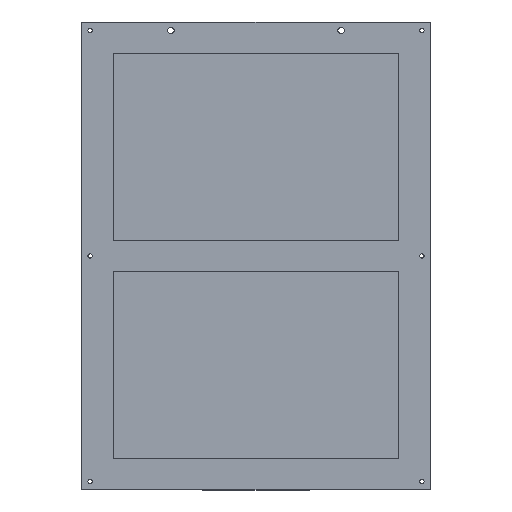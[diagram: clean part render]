
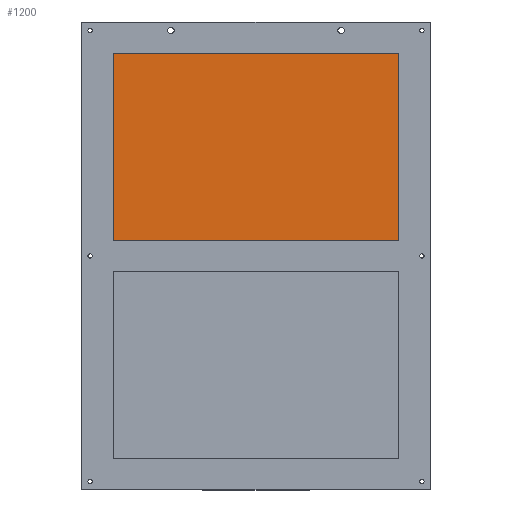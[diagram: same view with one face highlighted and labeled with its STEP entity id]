
A CAD part, top view. The second image highlights one B-rep face of the part: STEP entity #1200.
In plain terms, the highlighted planar face has unit normal (0, 0, 1).
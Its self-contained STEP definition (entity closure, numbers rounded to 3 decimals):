
#82 = LINE ( 'NONE', #837, #529 ) ;
#89 = EDGE_CURVE ( 'NONE', #530, #212, #497, .T. ) ;
#93 = DIRECTION ( 'NONE',  ( -1., 0., 0. ) ) ;
#152 = ORIENTED_EDGE ( 'NONE', *, *, #89, .F. ) ;
#172 = DIRECTION ( 'NONE',  ( 0., -1., 0. ) ) ;
#189 = PLANE ( 'NONE',  #808 ) ;
#209 = LINE ( 'NONE', #852, #690 ) ;
#212 = VERTEX_POINT ( 'NONE', #1089 ) ;
#221 = DIRECTION ( 'NONE',  ( 1., 0., 0. ) ) ;
#267 = EDGE_CURVE ( 'NONE', #1016, #489, #82, .T. ) ;
#384 = EDGE_CURVE ( 'NONE', #212, #1016, #209, .T. ) ;
#424 = EDGE_LOOP ( 'NONE', ( #1119, #152, #915, #741 ) ) ;
#458 = CARTESIAN_POINT ( 'NONE',  ( 345., 27.5, 0. ) ) ;
#479 = CARTESIAN_POINT ( 'NONE',  ( -345., 27.5, 0. ) ) ;
#489 = VERTEX_POINT ( 'NONE', #479 ) ;
#497 = LINE ( 'NONE', #700, #1099 ) ;
#529 = VECTOR ( 'NONE', #847, 1000. ) ;
#530 = VERTEX_POINT ( 'NONE', #977 ) ;
#598 = EDGE_CURVE ( 'NONE', #489, #530, #945, .T. ) ;
#690 = VECTOR ( 'NONE', #172, 1000. ) ;
#700 = CARTESIAN_POINT ( 'NONE',  ( -345., 485., 0. ) ) ;
#741 = ORIENTED_EDGE ( 'NONE', *, *, #267, .F. ) ;
#808 = AXIS2_PLACEMENT_3D ( 'NONE', #1137, #953, #93 ) ;
#810 = VECTOR ( 'NONE', #1066, 1000. ) ;
#837 = CARTESIAN_POINT ( 'NONE',  ( 345., 27.5, 0. ) ) ;
#847 = DIRECTION ( 'NONE',  ( -1., 0., 0. ) ) ;
#852 = CARTESIAN_POINT ( 'NONE',  ( 345., 485., 0. ) ) ;
#915 = ORIENTED_EDGE ( 'NONE', *, *, #598, .F. ) ;
#945 = LINE ( 'NONE', #1149, #810 ) ;
#953 = DIRECTION ( 'NONE',  ( 0., 0., -1. ) ) ;
#977 = CARTESIAN_POINT ( 'NONE',  ( -345., 485., 0. ) ) ;
#1016 = VERTEX_POINT ( 'NONE', #458 ) ;
#1066 = DIRECTION ( 'NONE',  ( 0., 1., 0. ) ) ;
#1089 = CARTESIAN_POINT ( 'NONE',  ( 345., 485., 0. ) ) ;
#1099 = VECTOR ( 'NONE', #221, 1000. ) ;
#1111 = FACE_OUTER_BOUND ( 'NONE', #424, .T. ) ;
#1119 = ORIENTED_EDGE ( 'NONE', *, *, #384, .F. ) ;
#1137 = CARTESIAN_POINT ( 'NONE',  ( 0., 0., 0. ) ) ;
#1149 = CARTESIAN_POINT ( 'NONE',  ( -345., 27.5, 0. ) ) ;
#1200 = ADVANCED_FACE ( 'NONE', ( #1111 ), #189, .F. ) ;
